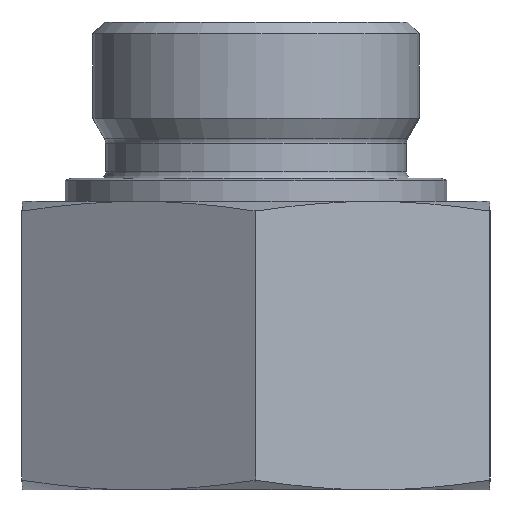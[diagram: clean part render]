
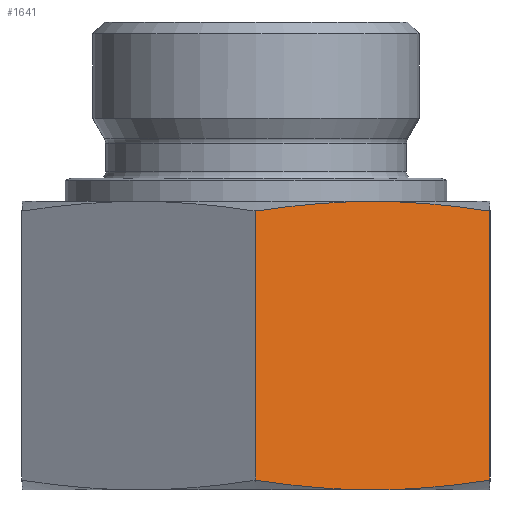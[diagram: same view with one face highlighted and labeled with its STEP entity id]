
A CAD part, front view. The second image highlights one B-rep face of the part: STEP entity #1641.
In plain terms, the highlighted planar face has unit normal (0.499, -0.867, 0).
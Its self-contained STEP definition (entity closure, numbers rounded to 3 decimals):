
#302=CARTESIAN_POINT('',(-0.035,-34.641,1.136));
#303=VERTEX_POINT('',#302);
#304=CARTESIAN_POINT('',(0.316,-34.439,1.19));
#305=VERTEX_POINT('',#304);
#306=CARTESIAN_POINT('',(-0.035,-34.641,1.136));
#307=CARTESIAN_POINT('',(0.141,-34.539,1.163));
#308=CARTESIAN_POINT('',(0.316,-34.439,1.19));
#316=(BOUNDED_CURVE()B_SPLINE_CURVE(2,(#306,#307,#308),.UNSPECIFIED.,.F.,.U.)B_SPLINE_CURVE_WITH_KNOTS((3,3),(0.747,0.791),.UNSPECIFIED.)CURVE()GEOMETRIC_REPRESENTATION_ITEM()RATIONAL_B_SPLINE_CURVE((1.001,1.,1.0))REPRESENTATION_ITEM(''));
#317=EDGE_CURVE('',#303,#305,#316,.T.);
#349=CARTESIAN_POINT('',(29.982,-17.351,1.136));
#350=VERTEX_POINT('',#349);
#366=CARTESIAN_POINT('',(29.631,-17.553,1.19));
#367=VERTEX_POINT('',#366);
#368=CARTESIAN_POINT('',(29.631,-17.553,1.19));
#369=CARTESIAN_POINT('',(29.806,-17.452,1.163));
#370=CARTESIAN_POINT('',(29.982,-17.351,1.136));
#378=(BOUNDED_CURVE()B_SPLINE_CURVE(2,(#368,#369,#370),.UNSPECIFIED.,.F.,.U.)B_SPLINE_CURVE_WITH_KNOTS((3,3),(0.0,0.043),.UNSPECIFIED.)CURVE()GEOMETRIC_REPRESENTATION_ITEM()RATIONAL_B_SPLINE_CURVE((1.0,1.,1.001))REPRESENTATION_ITEM(''));
#379=EDGE_CURVE('',#367,#350,#378,.T.);
#443=CARTESIAN_POINT('',(14.974,-25.996,0.0));
#444=VERTEX_POINT('',#443);
#445=CARTESIAN_POINT('',(0.316,-34.439,1.19));
#446=CARTESIAN_POINT('',(8.15,-29.926,0.));
#447=CARTESIAN_POINT('',(14.974,-25.996,0.0));
#455=(BOUNDED_CURVE()B_SPLINE_CURVE(2,(#445,#446,#447),.UNSPECIFIED.,.F.,.U.)B_SPLINE_CURVE_WITH_KNOTS((3,3),(0.0,1.697),.UNSPECIFIED.)CURVE()GEOMETRIC_REPRESENTATION_ITEM()RATIONAL_B_SPLINE_CURVE((1.0,1.036,1.0))REPRESENTATION_ITEM(''));
#456=EDGE_CURVE('',#305,#444,#455,.T.);
#551=CARTESIAN_POINT('',(14.974,-25.996,0.0));
#552=CARTESIAN_POINT('',(21.797,-22.066,0.));
#553=CARTESIAN_POINT('',(29.631,-17.553,1.19));
#561=(BOUNDED_CURVE()B_SPLINE_CURVE(2,(#551,#552,#553),.UNSPECIFIED.,.F.,.U.)B_SPLINE_CURVE_WITH_KNOTS((3,3),(1.697,3.393),.UNSPECIFIED.)CURVE()GEOMETRIC_REPRESENTATION_ITEM()RATIONAL_B_SPLINE_CURVE((1.0,1.036,1.0))REPRESENTATION_ITEM(''));
#562=EDGE_CURVE('',#444,#367,#561,.T.);
#1093=CARTESIAN_POINT('',(29.982,-17.351,35.864));
#1094=VERTEX_POINT('',#1093);
#1095=CARTESIAN_POINT('',(29.631,-17.553,35.81));
#1096=VERTEX_POINT('',#1095);
#1097=CARTESIAN_POINT('',(29.982,-17.351,35.864));
#1098=CARTESIAN_POINT('',(29.806,-17.452,35.837));
#1099=CARTESIAN_POINT('',(29.631,-17.553,35.81));
#1107=(BOUNDED_CURVE()B_SPLINE_CURVE(2,(#1097,#1098,#1099),.UNSPECIFIED.,.F.,.U.)B_SPLINE_CURVE_WITH_KNOTS((3,3),(0.747,0.791),.UNSPECIFIED.)CURVE()GEOMETRIC_REPRESENTATION_ITEM()RATIONAL_B_SPLINE_CURVE((1.001,1.,1.0))REPRESENTATION_ITEM(''));
#1108=EDGE_CURVE('',#1094,#1096,#1107,.T.);
#1140=CARTESIAN_POINT('',(-0.035,-34.641,35.864));
#1141=VERTEX_POINT('',#1140);
#1157=CARTESIAN_POINT('',(0.316,-34.439,35.81));
#1158=VERTEX_POINT('',#1157);
#1159=CARTESIAN_POINT('',(0.316,-34.439,35.81));
#1160=CARTESIAN_POINT('',(0.141,-34.539,35.837));
#1161=CARTESIAN_POINT('',(-0.035,-34.641,35.864));
#1169=(BOUNDED_CURVE()B_SPLINE_CURVE(2,(#1159,#1160,#1161),.UNSPECIFIED.,.F.,.U.)B_SPLINE_CURVE_WITH_KNOTS((3,3),(0.0,0.043),.UNSPECIFIED.)CURVE()GEOMETRIC_REPRESENTATION_ITEM()RATIONAL_B_SPLINE_CURVE((1.0,1.,1.001))REPRESENTATION_ITEM(''));
#1170=EDGE_CURVE('',#1158,#1141,#1169,.T.);
#1218=CARTESIAN_POINT('',(14.974,-25.996,37.0));
#1219=VERTEX_POINT('',#1218);
#1220=CARTESIAN_POINT('',(29.631,-17.553,35.81));
#1221=CARTESIAN_POINT('',(21.797,-22.066,37.));
#1222=CARTESIAN_POINT('',(14.974,-25.996,37.0));
#1230=(BOUNDED_CURVE()B_SPLINE_CURVE(2,(#1220,#1221,#1222),.UNSPECIFIED.,.F.,.U.)B_SPLINE_CURVE_WITH_KNOTS((3,3),(0.0,1.697),.UNSPECIFIED.)CURVE()GEOMETRIC_REPRESENTATION_ITEM()RATIONAL_B_SPLINE_CURVE((1.0,1.036,1.0))REPRESENTATION_ITEM(''));
#1231=EDGE_CURVE('',#1096,#1219,#1230,.T.);
#1298=CARTESIAN_POINT('',(14.974,-25.996,37.0));
#1299=CARTESIAN_POINT('',(8.15,-29.926,37.));
#1300=CARTESIAN_POINT('',(0.316,-34.439,35.81));
#1308=(BOUNDED_CURVE()B_SPLINE_CURVE(2,(#1298,#1299,#1300),.UNSPECIFIED.,.F.,.U.)B_SPLINE_CURVE_WITH_KNOTS((3,3),(1.697,3.393),.UNSPECIFIED.)CURVE()GEOMETRIC_REPRESENTATION_ITEM()RATIONAL_B_SPLINE_CURVE((1.0,1.036,1.0))REPRESENTATION_ITEM(''));
#1309=EDGE_CURVE('',#1219,#1158,#1308,.T.);
#1607=CARTESIAN_POINT('',(29.982,-17.351,1.136));
#1608=DIRECTION('',(0.0,0.0,1.0));
#1609=VECTOR('',#1608,34.728);
#1610=LINE('',#1607,#1609);
#1611=EDGE_CURVE('',#350,#1094,#1610,.T.);
#1619=CARTESIAN_POINT('',(29.982,-17.351,0.0));
#1620=DIRECTION('',(0.499,-0.867,0.0));
#1621=DIRECTION('',(0.0,0.0,-1.0));
#1622=AXIS2_PLACEMENT_3D('',#1619,#1620,#1621);
#1623=PLANE('',#1622);
#1624=ORIENTED_EDGE('',*,*,#379,.T.);
#1625=ORIENTED_EDGE('',*,*,#1611,.T.);
#1626=ORIENTED_EDGE('',*,*,#1108,.T.);
#1627=ORIENTED_EDGE('',*,*,#1231,.T.);
#1628=ORIENTED_EDGE('',*,*,#1309,.T.);
#1629=ORIENTED_EDGE('',*,*,#1170,.T.);
#1630=CARTESIAN_POINT('',(-0.035,-34.641,1.136));
#1631=DIRECTION('',(0.0,0.0,1.0));
#1632=VECTOR('',#1631,34.728);
#1633=LINE('',#1630,#1632);
#1634=EDGE_CURVE('',#303,#1141,#1633,.T.);
#1635=ORIENTED_EDGE('',*,*,#1634,.F.);
#1636=ORIENTED_EDGE('',*,*,#317,.T.);
#1637=ORIENTED_EDGE('',*,*,#456,.T.);
#1638=ORIENTED_EDGE('',*,*,#562,.T.);
#1639=EDGE_LOOP('',(#1624,#1625,#1626,#1627,#1628,#1629,#1635,#1636,#1637,#1638));
#1640=FACE_OUTER_BOUND('',#1639,.T.);
#1641=ADVANCED_FACE('',(#1640),#1623,.T.);
